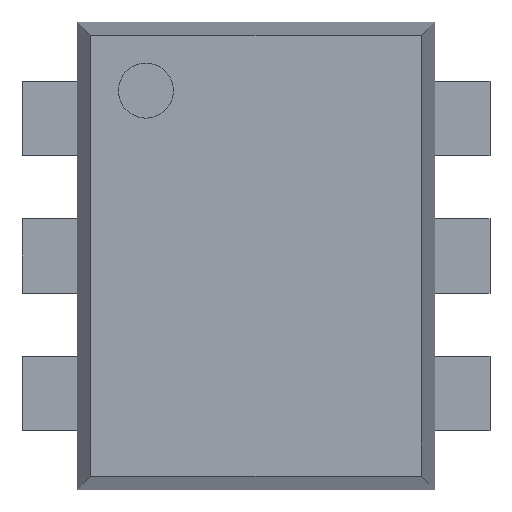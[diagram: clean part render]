
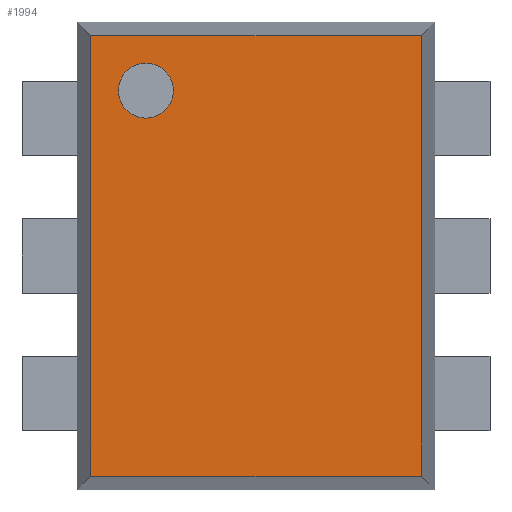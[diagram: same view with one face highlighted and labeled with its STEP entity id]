
A CAD part, top view. The second image highlights one B-rep face of the part: STEP entity #1994.
In plain terms, the highlighted planar face has unit normal (0, 0, 1).
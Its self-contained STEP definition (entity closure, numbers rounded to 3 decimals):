
#1784=CARTESIAN_POINT('',(-0.3,0.6,0.6));
#1785=VERTEX_POINT('',#1784);
#1794=CARTESIAN_POINT('',(-0.5,0.6,0.6));
#1795=VERTEX_POINT('',#1794);
#1796=CARTESIAN_POINT('',(-0.4,0.6,0.6));
#1797=DIRECTION('',(0.0,0.0,-1.0));
#1798=DIRECTION('',(1.0,0.0,0.0));
#1799=AXIS2_PLACEMENT_3D('',#1796,#1797,#1798);
#1800=CIRCLE('',#1799,0.1);
#1801=EDGE_CURVE('',#1795,#1785,#1800,.T.);
#1835=CARTESIAN_POINT('',(-0.4,0.6,0.6));
#1836=DIRECTION('',(0.0,0.0,-1.0));
#1837=DIRECTION('',(1.0,0.0,0.0));
#1838=AXIS2_PLACEMENT_3D('',#1835,#1836,#1837);
#1839=CIRCLE('',#1838,0.1);
#1840=EDGE_CURVE('',#1785,#1795,#1839,.T.);
#1860=CARTESIAN_POINT('',(-0.6,-0.8,0.6));
#1861=VERTEX_POINT('',#1860);
#1862=CARTESIAN_POINT('',(-0.6,0.8,0.6));
#1863=VERTEX_POINT('',#1862);
#1864=CARTESIAN_POINT('',(-0.6,-0.8,0.6));
#1865=DIRECTION('',(0.0,1.0,0.0));
#1866=VECTOR('',#1865,1.6);
#1867=LINE('',#1864,#1866);
#1868=EDGE_CURVE('',#1861,#1863,#1867,.T.);
#1900=CARTESIAN_POINT('',(0.6,0.8,0.6));
#1901=VERTEX_POINT('',#1900);
#1902=CARTESIAN_POINT('',(-0.6,0.8,0.6));
#1903=DIRECTION('',(1.0,0.0,0.0));
#1904=VECTOR('',#1903,1.2);
#1905=LINE('',#1902,#1904);
#1906=EDGE_CURVE('',#1863,#1901,#1905,.T.);
#1931=CARTESIAN_POINT('',(0.6,-0.8,0.6));
#1932=VERTEX_POINT('',#1931);
#1933=CARTESIAN_POINT('',(0.6,0.8,0.6));
#1934=DIRECTION('',(0.0,-1.0,0.0));
#1935=VECTOR('',#1934,1.6);
#1936=LINE('',#1933,#1935);
#1937=EDGE_CURVE('',#1901,#1932,#1936,.T.);
#1962=CARTESIAN_POINT('',(0.6,-0.8,0.6));
#1963=DIRECTION('',(-1.0,0.0,0.0));
#1964=VECTOR('',#1963,1.2);
#1965=LINE('',#1962,#1964);
#1966=EDGE_CURVE('',#1932,#1861,#1965,.T.);
#1979=CARTESIAN_POINT('',(0.,0.,0.6));
#1980=DIRECTION('',(0.0,0.0,1.0));
#1981=DIRECTION('',(1.0,0.0,0.0));
#1982=AXIS2_PLACEMENT_3D('',#1979,#1980,#1981);
#1983=PLANE('',#1982);
#1984=ORIENTED_EDGE('',*,*,#1868,.F.);
#1985=ORIENTED_EDGE('',*,*,#1966,.F.);
#1986=ORIENTED_EDGE('',*,*,#1937,.F.);
#1987=ORIENTED_EDGE('',*,*,#1906,.F.);
#1988=EDGE_LOOP('',(#1984,#1985,#1986,#1987));
#1989=FACE_OUTER_BOUND('',#1988,.T.);
#1990=ORIENTED_EDGE('',*,*,#1840,.T.);
#1991=ORIENTED_EDGE('',*,*,#1801,.T.);
#1992=EDGE_LOOP('',(#1990,#1991));
#1993=FACE_BOUND('',#1992,.T.);
#1994=ADVANCED_FACE('',(#1989,#1993),#1983,.T.);
